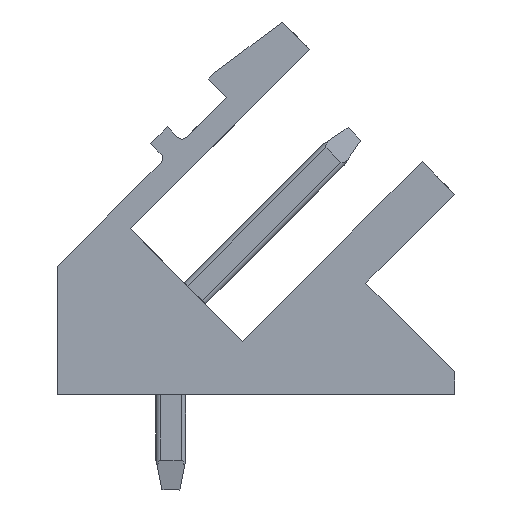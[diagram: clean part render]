
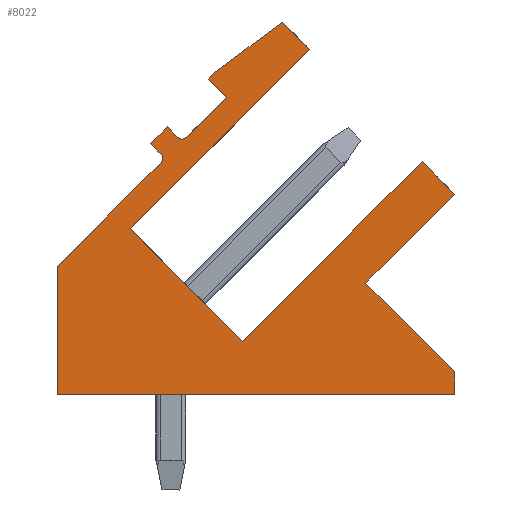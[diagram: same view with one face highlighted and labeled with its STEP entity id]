
A CAD part, left-side view. The second image highlights one B-rep face of the part: STEP entity #8022.
In plain terms, the highlighted planar face has unit normal (-1, 0, 0).
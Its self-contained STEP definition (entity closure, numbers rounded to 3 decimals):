
#7072=AXIS2_PLACEMENT_3D('Circle Axis2P3D',#7070,#7071,$) ;
#7993=AXIS2_PLACEMENT_3D('Plane Axis2P3D',#7990,#7991,#7992) ;
#7997=AXIS2_PLACEMENT_3D('Circle Axis2P3D',#7995,#7996,$) ;
#213=CARTESIAN_POINT('Vertex',(0.,8.98,11.809)) ;
#216=CARTESIAN_POINT('Line Origine',(0.,8.309,12.481)) ;
#220=CARTESIAN_POINT('Vertex',(0.,7.637,13.153)) ;
#1175=CARTESIAN_POINT('Vertex',(0.,4.851,14.751)) ;
#1178=CARTESIAN_POINT('Line Origine',(0.,7.856,11.746)) ;
#1182=CARTESIAN_POINT('Vertex',(0.,10.861,8.74)) ;
#1287=CARTESIAN_POINT('Vertex',(0.,5.77,15.67)) ;
#1290=CARTESIAN_POINT('Line Origine',(0.,5.31,15.21)) ;
#2172=CARTESIAN_POINT('Line Origine',(0.,7.941,13.457)) ;
#2176=CARTESIAN_POINT('Vertex',(0.,8.245,13.761)) ;
#3118=CARTESIAN_POINT('Line Origine',(0.,8.98,6.859)) ;
#3122=CARTESIAN_POINT('Vertex',(0.,7.099,4.979)) ;
#5044=CARTESIAN_POINT('Line Origine',(0.,8.139,13.867)) ;
#5048=CARTESIAN_POINT('Vertex',(0.,8.033,13.973)) ;
#5068=CARTESIAN_POINT('Line Origine',(0.,4.094,7.984)) ;
#5072=CARTESIAN_POINT('Vertex',(0.,1.089,10.989)) ;
#5887=CARTESIAN_POINT('Line Origine',(0.,0.544,10.444)) ;
#5891=CARTESIAN_POINT('Vertex',(0.,0.,9.9)) ;
#5941=CARTESIAN_POINT('Line Origine',(0.,1.485,8.415)) ;
#5945=CARTESIAN_POINT('Vertex',(0.,2.97,6.93)) ;
#5965=CARTESIAN_POINT('Line Origine',(0.,1.485,5.445)) ;
#5969=CARTESIAN_POINT('Vertex',(0.,0.,3.96)) ;
#5989=CARTESIAN_POINT('Line Origine',(0.,0.,3.58)) ;
#5993=CARTESIAN_POINT('Vertex',(0.,0.,3.2)) ;
#6013=CARTESIAN_POINT('Line Origine',(0.,6.65,3.2)) ;
#6017=CARTESIAN_POINT('Vertex',(0.,13.3,3.2)) ;
#7027=CARTESIAN_POINT('Line Origine',(0.,13.3,5.345)) ;
#7031=CARTESIAN_POINT('Vertex',(0.,13.3,7.489)) ;
#7046=CARTESIAN_POINT('Line Origine',(0.,11.564,9.225)) ;
#7050=CARTESIAN_POINT('Vertex',(0.,9.829,10.961)) ;
#7070=CARTESIAN_POINT('Axis2P3D Location',(0.,9.97,11.102)) ;
#7074=CARTESIAN_POINT('Vertex',(0.,9.829,11.244)) ;
#7094=CARTESIAN_POINT('Line Origine',(0.,10.006,11.42)) ;
#7098=CARTESIAN_POINT('Vertex',(0.,10.182,11.597)) ;
#7118=CARTESIAN_POINT('Line Origine',(0.,9.899,11.88)) ;
#7122=CARTESIAN_POINT('Vertex',(0.,9.617,12.163)) ;
#7142=CARTESIAN_POINT('Line Origine',(0.,9.44,11.986)) ;
#7146=CARTESIAN_POINT('Vertex',(0.,9.263,11.809)) ;
#7334=CARTESIAN_POINT('Line Origine',(0.,6.901,14.821)) ;
#7990=CARTESIAN_POINT('Axis2P3D Location',(0.,0.,0.)) ;
#7995=CARTESIAN_POINT('Axis2P3D Location',(0.,9.122,11.951)) ;
#217=DIRECTION('Vector Direction',(0.,-0.707,0.707)) ;
#1179=DIRECTION('Vector Direction',(0.,0.707,-0.707)) ;
#1291=DIRECTION('Vector Direction',(0.,-0.707,-0.707)) ;
#2173=DIRECTION('Vector Direction',(0.,0.707,0.707)) ;
#3119=DIRECTION('Vector Direction',(0.,-0.707,-0.707)) ;
#5045=DIRECTION('Vector Direction',(0.,-0.707,0.707)) ;
#5069=DIRECTION('Vector Direction',(0.,-0.707,0.707)) ;
#5888=DIRECTION('Vector Direction',(0.,-0.707,-0.707)) ;
#5942=DIRECTION('Vector Direction',(0.,0.707,-0.707)) ;
#5966=DIRECTION('Vector Direction',(0.,-0.707,-0.707)) ;
#5990=DIRECTION('Vector Direction',(0.,0.,-1.)) ;
#6014=DIRECTION('Vector Direction',(0.,1.,0.)) ;
#7028=DIRECTION('Vector Direction',(0.,0.,1.)) ;
#7047=DIRECTION('Vector Direction',(0.,-0.707,0.707)) ;
#7071=DIRECTION('Axis2P3D Direction',(-1.,0.,0.)) ;
#7095=DIRECTION('Vector Direction',(0.,0.707,0.707)) ;
#7119=DIRECTION('Vector Direction',(0.,-0.707,0.707)) ;
#7143=DIRECTION('Vector Direction',(0.,-0.707,-0.707)) ;
#7335=DIRECTION('Vector Direction',(0.,-0.8,0.6)) ;
#7991=DIRECTION('Axis2P3D Direction',(-1.,0.,0.)) ;
#7992=DIRECTION('Axis2P3D XDirection',(0.,0.,1.)) ;
#7996=DIRECTION('Axis2P3D Direction',(-1.,0.,0.)) ;
#218=VECTOR('Line Direction',#217,1.) ;
#1180=VECTOR('Line Direction',#1179,1.) ;
#1292=VECTOR('Line Direction',#1291,1.) ;
#2174=VECTOR('Line Direction',#2173,1.) ;
#3120=VECTOR('Line Direction',#3119,1.) ;
#5046=VECTOR('Line Direction',#5045,1.) ;
#5070=VECTOR('Line Direction',#5069,1.) ;
#5889=VECTOR('Line Direction',#5888,1.) ;
#5943=VECTOR('Line Direction',#5942,1.) ;
#5967=VECTOR('Line Direction',#5966,1.) ;
#5991=VECTOR('Line Direction',#5990,1.) ;
#6015=VECTOR('Line Direction',#6014,1.) ;
#7029=VECTOR('Line Direction',#7028,1.) ;
#7048=VECTOR('Line Direction',#7047,1.) ;
#7096=VECTOR('Line Direction',#7095,1.) ;
#7120=VECTOR('Line Direction',#7119,1.) ;
#7144=VECTOR('Line Direction',#7143,1.) ;
#7336=VECTOR('Line Direction',#7335,1.) ;
#8001=ORIENTED_EDGE('',*,*,#3124,.T.) ;
#8002=ORIENTED_EDGE('',*,*,#1184,.T.) ;
#8003=ORIENTED_EDGE('',*,*,#1294,.T.) ;
#8004=ORIENTED_EDGE('',*,*,#7338,.T.) ;
#8005=ORIENTED_EDGE('',*,*,#5050,.T.) ;
#8006=ORIENTED_EDGE('',*,*,#2178,.T.) ;
#8007=ORIENTED_EDGE('',*,*,#222,.T.) ;
#8008=ORIENTED_EDGE('',*,*,#7999,.T.) ;
#8009=ORIENTED_EDGE('',*,*,#7148,.T.) ;
#8010=ORIENTED_EDGE('',*,*,#7124,.T.) ;
#8011=ORIENTED_EDGE('',*,*,#7100,.T.) ;
#8012=ORIENTED_EDGE('',*,*,#7076,.T.) ;
#8013=ORIENTED_EDGE('',*,*,#7052,.T.) ;
#8014=ORIENTED_EDGE('',*,*,#7033,.T.) ;
#8015=ORIENTED_EDGE('',*,*,#6019,.T.) ;
#8016=ORIENTED_EDGE('',*,*,#5995,.T.) ;
#8017=ORIENTED_EDGE('',*,*,#5971,.T.) ;
#8018=ORIENTED_EDGE('',*,*,#5947,.T.) ;
#8019=ORIENTED_EDGE('',*,*,#5893,.T.) ;
#8020=ORIENTED_EDGE('',*,*,#5074,.T.) ;
#8022=ADVANCED_FACE('Housing',(#8021),#7994,.T.) ;
#7073=CIRCLE('generated circle',#7072,0.2) ;
#7998=CIRCLE('generated circle',#7997,0.2) ;
#222=EDGE_CURVE('',#221,#214,#219,.F.) ;
#1184=EDGE_CURVE('',#1183,#1176,#1181,.F.) ;
#1294=EDGE_CURVE('',#1176,#1288,#1293,.F.) ;
#2178=EDGE_CURVE('',#2177,#221,#2175,.F.) ;
#3124=EDGE_CURVE('',#3123,#1183,#3121,.F.) ;
#5050=EDGE_CURVE('',#5049,#2177,#5047,.F.) ;
#5074=EDGE_CURVE('',#5073,#3123,#5071,.F.) ;
#5893=EDGE_CURVE('',#5892,#5073,#5890,.F.) ;
#5947=EDGE_CURVE('',#5946,#5892,#5944,.F.) ;
#5971=EDGE_CURVE('',#5970,#5946,#5968,.F.) ;
#5995=EDGE_CURVE('',#5994,#5970,#5992,.F.) ;
#6019=EDGE_CURVE('',#6018,#5994,#6016,.F.) ;
#7033=EDGE_CURVE('',#7032,#6018,#7030,.F.) ;
#7052=EDGE_CURVE('',#7051,#7032,#7049,.F.) ;
#7076=EDGE_CURVE('',#7075,#7051,#7073,.F.) ;
#7100=EDGE_CURVE('',#7099,#7075,#7097,.F.) ;
#7124=EDGE_CURVE('',#7123,#7099,#7121,.F.) ;
#7148=EDGE_CURVE('',#7147,#7123,#7145,.F.) ;
#7338=EDGE_CURVE('',#1288,#5049,#7337,.F.) ;
#7999=EDGE_CURVE('',#214,#7147,#7998,.F.) ;
#8000=EDGE_LOOP('',(#8001,#8002,#8003,#8004,#8005,#8006,#8007,#8008,#8009,#8010,#8011,#8012,#8013,#8014,#8015,#8016,#8017,#8018,#8019,#8020)) ;
#8021=FACE_OUTER_BOUND('',#8000,.T.) ;
#219=LINE('Line',#216,#218) ;
#1181=LINE('Line',#1178,#1180) ;
#1293=LINE('Line',#1290,#1292) ;
#2175=LINE('Line',#2172,#2174) ;
#3121=LINE('Line',#3118,#3120) ;
#5047=LINE('Line',#5044,#5046) ;
#5071=LINE('Line',#5068,#5070) ;
#5890=LINE('Line',#5887,#5889) ;
#5944=LINE('Line',#5941,#5943) ;
#5968=LINE('Line',#5965,#5967) ;
#5992=LINE('Line',#5989,#5991) ;
#6016=LINE('Line',#6013,#6015) ;
#7030=LINE('Line',#7027,#7029) ;
#7049=LINE('Line',#7046,#7048) ;
#7097=LINE('Line',#7094,#7096) ;
#7121=LINE('Line',#7118,#7120) ;
#7145=LINE('Line',#7142,#7144) ;
#7337=LINE('Line',#7334,#7336) ;
#7994=PLANE('',#7993) ;
#214=VERTEX_POINT('',#213) ;
#221=VERTEX_POINT('',#220) ;
#1176=VERTEX_POINT('',#1175) ;
#1183=VERTEX_POINT('',#1182) ;
#1288=VERTEX_POINT('',#1287) ;
#2177=VERTEX_POINT('',#2176) ;
#3123=VERTEX_POINT('',#3122) ;
#5049=VERTEX_POINT('',#5048) ;
#5073=VERTEX_POINT('',#5072) ;
#5892=VERTEX_POINT('',#5891) ;
#5946=VERTEX_POINT('',#5945) ;
#5970=VERTEX_POINT('',#5969) ;
#5994=VERTEX_POINT('',#5993) ;
#6018=VERTEX_POINT('',#6017) ;
#7032=VERTEX_POINT('',#7031) ;
#7051=VERTEX_POINT('',#7050) ;
#7075=VERTEX_POINT('',#7074) ;
#7099=VERTEX_POINT('',#7098) ;
#7123=VERTEX_POINT('',#7122) ;
#7147=VERTEX_POINT('',#7146) ;
